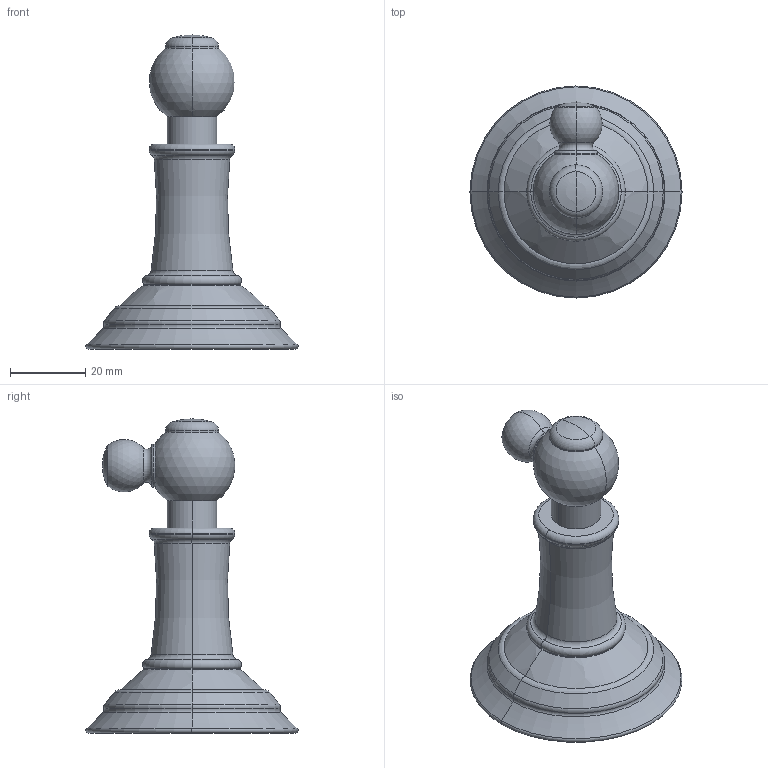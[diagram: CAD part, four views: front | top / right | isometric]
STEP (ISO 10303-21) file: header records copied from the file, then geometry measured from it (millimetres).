
FILE_DESCRIPTION((''),'2;1');
FILE_NAME('34-12','2021-10-28T09:42:24',('jinson.thomas'),(''),'CREO PARAMETRIC BY PTC INC, 2018400','CREO PARAMETRIC BY PTC INC, 2018400','');
FILE_SCHEMA(('CONFIG_CONTROL_DESIGN'));
Length unit declared in the file: inch
Products named in the file (1): 34-12
Bounding box: 56.56 x 56.56 x 83.77 mm (x, y, z)
Volume: 47361.4 mm3; surface area: 11122.3 mm2
Topology: 1 solids, 1 shells, 61 faces, 127 edges, 68 vertices
Faces by surface type: torus 30, cylinder 12, sphere 10, plane 5, bspline 2, cone 2
Entity records: 1672 total; most frequent: DIRECTION 350, CARTESIAN_POINT 282, ORIENTED_EDGE 246, AXIS2_PLACEMENT_3D 168, EDGE_CURVE 123, CIRCLE 109, VERTEX_POINT 68, EDGE_LOOP 65
